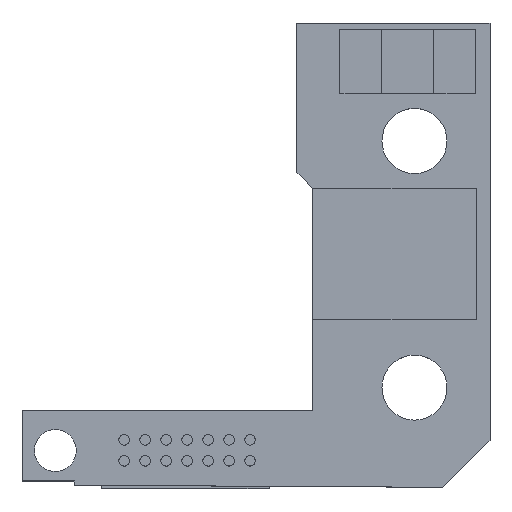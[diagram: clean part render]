
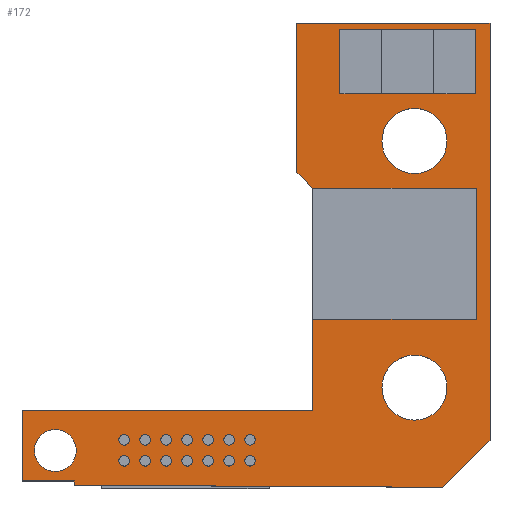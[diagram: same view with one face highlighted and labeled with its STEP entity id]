
A CAD part, top view. The second image highlights one B-rep face of the part: STEP entity #172.
In plain terms, the highlighted planar face has unit normal (0, 0, 1).
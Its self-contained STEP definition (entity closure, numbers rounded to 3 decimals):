
#172=ADVANCED_FACE('',(#281,#283,#285,#287),#289,.F.);
#281=FACE_BOUND('',#282,.T.);
#282=EDGE_LOOP('',(#945,#946,#947,#948,#949,#950,#951,#952,#953,#954,#955));
#283=FACE_BOUND('',#284,.T.);
#284=EDGE_LOOP('',(#956));
#285=FACE_BOUND('',#286,.T.);
#286=EDGE_LOOP('',(#957));
#287=FACE_BOUND('',#288,.T.);
#288=EDGE_LOOP('',(#958));
#289=PLANE('',#290);
#290=AXIS2_PLACEMENT_3D('',#291,#292,#293);
#291=CARTESIAN_POINT('',(0.,0.,-47.3));
#292=DIRECTION('',(0.,0.,-1.));
#293=DIRECTION('',(0.,-1.,0.));
#945=ORIENTED_EDGE('',*,*,#1175,.F.);
#946=ORIENTED_EDGE('',*,*,#1176,.F.);
#947=ORIENTED_EDGE('',*,*,#1177,.F.);
#948=ORIENTED_EDGE('',*,*,#1178,.F.);
#949=ORIENTED_EDGE('',*,*,#1179,.F.);
#950=ORIENTED_EDGE('',*,*,#1180,.F.);
#951=ORIENTED_EDGE('',*,*,#1181,.F.);
#952=ORIENTED_EDGE('',*,*,#1182,.F.);
#953=ORIENTED_EDGE('',*,*,#1183,.F.);
#954=ORIENTED_EDGE('',*,*,#1184,.F.);
#955=ORIENTED_EDGE('',*,*,#1185,.F.);
#956=ORIENTED_EDGE('',*,*,#1186,.T.);
#957=ORIENTED_EDGE('',*,*,#1187,.T.);
#958=ORIENTED_EDGE('',*,*,#1188,.T.);
#1175=EDGE_CURVE('',#1290,#1291,#1292,.T.);
#1176=EDGE_CURVE('',#1293,#1290,#1294,.T.);
#1177=EDGE_CURVE('',#1295,#1293,#1296,.T.);
#1178=EDGE_CURVE('',#1297,#1295,#1298,.T.);
#1179=EDGE_CURVE('',#1299,#1297,#1300,.T.);
#1180=EDGE_CURVE('',#1301,#1299,#1302,.T.);
#1181=EDGE_CURVE('',#1303,#1301,#1304,.T.);
#1182=EDGE_CURVE('',#1305,#1303,#1306,.T.);
#1183=EDGE_CURVE('',#1307,#1305,#1308,.T.);
#1184=EDGE_CURVE('',#1309,#1307,#1310,.T.);
#1185=EDGE_CURVE('',#1291,#1309,#1311,.T.);
#1186=EDGE_CURVE('',#1312,#1312,#1313,.T.);
#1187=EDGE_CURVE('',#1314,#1314,#1315,.T.);
#1188=EDGE_CURVE('',#1316,#1316,#1317,.T.);
#1290=VERTEX_POINT('',#1493);
#1291=VERTEX_POINT('',#1494);
#1292=LINE('',#1495,#1496);
#1293=VERTEX_POINT('',#1498);
#1294=LINE('',#1499,#1500);
#1295=VERTEX_POINT('',#1502);
#1296=LINE('',#1503,#1504);
#1297=VERTEX_POINT('',#1506);
#1298=LINE('',#1507,#1508);
#1299=VERTEX_POINT('',#1510);
#1300=LINE('',#1511,#1512);
#1301=VERTEX_POINT('',#1514);
#1302=LINE('',#1515,#1516);
#1303=VERTEX_POINT('',#1518);
#1304=LINE('',#1519,#1520);
#1305=VERTEX_POINT('',#1522);
#1306=LINE('',#1523,#1524);
#1307=VERTEX_POINT('',#1526);
#1308=LINE('',#1527,#1528);
#1309=VERTEX_POINT('',#1530);
#1310=LINE('',#1531,#1532);
#1311=LINE('',#1534,#1535);
#1312=VERTEX_POINT('',#1537);
#1313=CIRCLE('',#1538,3.1);
#1314=VERTEX_POINT('',#1542);
#1315=CIRCLE('',#1543,3.1);
#1316=VERTEX_POINT('',#1547);
#1317=CIRCLE('',#1548,2.);
#1493=CARTESIAN_POINT('',(-11.2,20.5,-47.3));
#1494=CARTESIAN_POINT('',(-11.2,34.7,-47.3));
#1495=CARTESIAN_POINT('',(-11.2,20.5,-47.3));
#1496=VECTOR('',#1497,1.);
#1497=DIRECTION('',(0.,1.,0.));
#1498=CARTESIAN_POINT('',(-9.7,19.,-47.3));
#1499=CARTESIAN_POINT('',(-9.7,19.,-47.3));
#1500=VECTOR('',#1501,1.);
#1501=DIRECTION('',(-0.707,0.707,0.));
#1502=CARTESIAN_POINT('',(-9.7,-2.2,-47.3));
#1503=CARTESIAN_POINT('',(-9.7,-2.2,-47.3));
#1504=VECTOR('',#1505,1.);
#1505=DIRECTION('',(0.,1.,0.));
#1506=CARTESIAN_POINT('',(-37.4,-2.2,-47.3));
#1507=CARTESIAN_POINT('',(-37.4,-2.2,-47.3));
#1508=VECTOR('',#1509,1.);
#1509=DIRECTION('',(1.,0.,0.));
#1510=CARTESIAN_POINT('',(-37.4,-8.9,-47.3));
#1511=CARTESIAN_POINT('',(-37.4,-8.9,-47.3));
#1512=VECTOR('',#1513,1.);
#1513=DIRECTION('',(0.,1.,0.));
#1514=CARTESIAN_POINT('',(-32.4,-8.9,-47.3));
#1515=CARTESIAN_POINT('',(-32.4,-8.9,-47.3));
#1516=VECTOR('',#1517,1.);
#1517=DIRECTION('',(-1.,0.,0.));
#1518=CARTESIAN_POINT('',(-32.4,-9.3,-47.3));
#1519=CARTESIAN_POINT('',(-32.4,-9.3,-47.3));
#1520=VECTOR('',#1521,1.);
#1521=DIRECTION('',(0.,1.,0.));
#1522=CARTESIAN_POINT('',(2.7,-9.5,-47.3));
#1523=CARTESIAN_POINT('',(2.7,-9.5,-47.3));
#1524=VECTOR('',#1525,1.);
#1525=DIRECTION('',(-1.,0.006,0.));
#1526=CARTESIAN_POINT('',(7.2,-5.,-47.3));
#1527=CARTESIAN_POINT('',(7.2,-5.,-47.3));
#1528=VECTOR('',#1529,1.);
#1529=DIRECTION('',(-0.707,-0.707,0.));
#1530=CARTESIAN_POINT('',(7.2,34.7,-47.3));
#1531=CARTESIAN_POINT('',(7.2,34.7,-47.3));
#1532=VECTOR('',#1533,1.);
#1533=DIRECTION('',(0.,-1.,0.));
#1534=CARTESIAN_POINT('',(-11.2,34.7,-47.3));
#1535=VECTOR('',#1536,1.);
#1536=DIRECTION('',(1.,0.,0.));
#1537=CARTESIAN_POINT('',(0.,20.4,-47.3));
#1538=AXIS2_PLACEMENT_3D('',#1539,#1540,#1541);
#1539=CARTESIAN_POINT('',(0.,23.5,-47.3));
#1540=DIRECTION('',(0.,0.,-1.));
#1541=DIRECTION('',(0.,-1.,0.));
#1542=CARTESIAN_POINT('',(0.,-3.1,-47.3));
#1543=AXIS2_PLACEMENT_3D('',#1544,#1545,#1546);
#1544=CARTESIAN_POINT('',(0.,0.,-47.3));
#1545=DIRECTION('',(0.,0.,-1.));
#1546=DIRECTION('',(0.,-1.,0.));
#1547=CARTESIAN_POINT('',(-34.23,-8.,-47.3));
#1548=AXIS2_PLACEMENT_3D('',#1549,#1550,#1551);
#1549=CARTESIAN_POINT('',(-34.23,-6.,-47.3));
#1550=DIRECTION('',(0.,0.,-1.));
#1551=DIRECTION('',(0.,-1.,0.));
